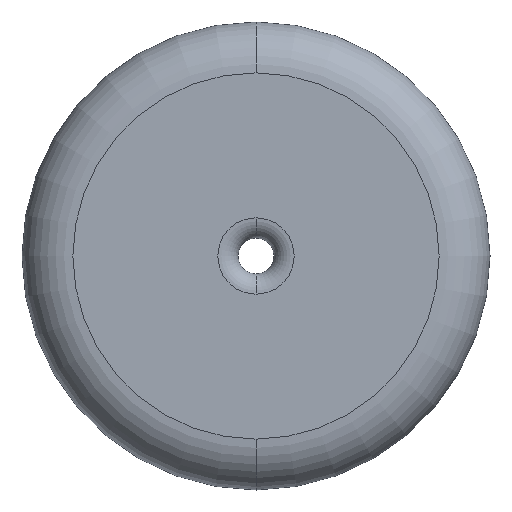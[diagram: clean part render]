
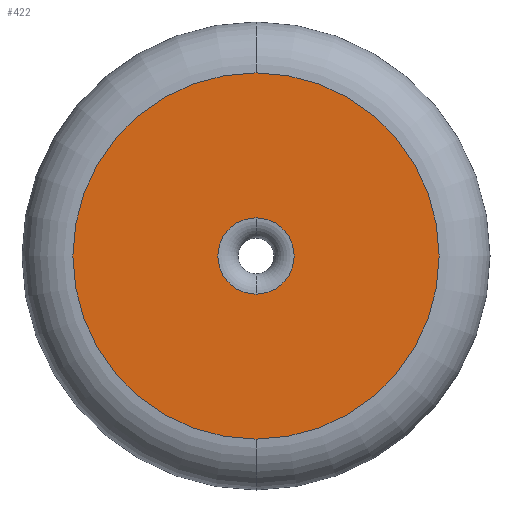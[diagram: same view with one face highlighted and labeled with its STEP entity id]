
A CAD part, front view. The second image highlights one B-rep face of the part: STEP entity #422.
In plain terms, the highlighted planar face has unit normal (0, -1, 0).
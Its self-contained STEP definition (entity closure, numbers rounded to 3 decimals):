
#2 = AXIS2_PLACEMENT_3D ( 'NONE', #68, #131, #444 ) ;
#5 = DIRECTION ( 'NONE',  ( 0., 1., 0. ) ) ;
#11 = EDGE_CURVE ( 'NONE', #436, #223, #57, .T. ) ;
#15 = CARTESIAN_POINT ( 'NONE',  ( 0., 0., 0. ) ) ;
#25 = ORIENTED_EDGE ( 'NONE', *, *, #179, .T. ) ;
#28 = DIRECTION ( 'NONE',  ( 0., 0., 1. ) ) ;
#50 = ORIENTED_EDGE ( 'NONE', *, *, #11, .T. ) ;
#51 = EDGE_CURVE ( 'NONE', #223, #436, #325, .T. ) ;
#52 = CIRCLE ( 'NONE', #213, 3.75 ) ;
#57 = CIRCLE ( 'NONE', #2, 18. ) ;
#62 = CARTESIAN_POINT ( 'NONE',  ( 0., 0., -18. ) ) ;
#63 = AXIS2_PLACEMENT_3D ( 'NONE', #15, #155, #257 ) ;
#68 = CARTESIAN_POINT ( 'NONE',  ( 0., 0., 0. ) ) ;
#81 = EDGE_LOOP ( 'NONE', ( #407, #25 ) ) ;
#82 = FACE_OUTER_BOUND ( 'NONE', #249, .T. ) ;
#124 = AXIS2_PLACEMENT_3D ( 'NONE', #274, #348, #28 ) ;
#131 = DIRECTION ( 'NONE',  ( 0., -1., 0. ) ) ;
#155 = DIRECTION ( 'NONE',  ( 0., 1., 0. ) ) ;
#179 = EDGE_CURVE ( 'NONE', #330, #403, #52, .T. ) ;
#188 = FACE_BOUND ( 'NONE', #81, .T. ) ;
#208 = AXIS2_PLACEMENT_3D ( 'NONE', #408, #268, #367 ) ;
#213 = AXIS2_PLACEMENT_3D ( 'NONE', #314, #5, #218 ) ;
#218 = DIRECTION ( 'NONE',  ( 0., 0., 1. ) ) ;
#223 = VERTEX_POINT ( 'NONE', #228 ) ;
#228 = CARTESIAN_POINT ( 'NONE',  ( 0., 0., 18. ) ) ;
#247 = EDGE_CURVE ( 'NONE', #403, #330, #361, .T. ) ;
#249 = EDGE_LOOP ( 'NONE', ( #332, #50 ) ) ;
#257 = DIRECTION ( 'NONE',  ( 0., 0., 1. ) ) ;
#268 = DIRECTION ( 'NONE',  ( 0., 1., 0. ) ) ;
#274 = CARTESIAN_POINT ( 'NONE',  ( 0., 0., 0. ) ) ;
#314 = CARTESIAN_POINT ( 'NONE',  ( 0., 0., 0. ) ) ;
#325 = CIRCLE ( 'NONE', #124, 18. ) ;
#330 = VERTEX_POINT ( 'NONE', #366 ) ;
#332 = ORIENTED_EDGE ( 'NONE', *, *, #51, .T. ) ;
#333 = PLANE ( 'NONE',  #63 ) ;
#348 = DIRECTION ( 'NONE',  ( 0., -1., 0. ) ) ;
#361 = CIRCLE ( 'NONE', #208, 3.75 ) ;
#366 = CARTESIAN_POINT ( 'NONE',  ( 0., 0., -3.75 ) ) ;
#367 = DIRECTION ( 'NONE',  ( 0., 0., 1. ) ) ;
#403 = VERTEX_POINT ( 'NONE', #443 ) ;
#407 = ORIENTED_EDGE ( 'NONE', *, *, #247, .T. ) ;
#408 = CARTESIAN_POINT ( 'NONE',  ( 0., 0., 0. ) ) ;
#422 = ADVANCED_FACE ( 'NONE', ( #82, #188 ), #333, .F. ) ;
#436 = VERTEX_POINT ( 'NONE', #62 ) ;
#443 = CARTESIAN_POINT ( 'NONE',  ( 0., 0., 3.75 ) ) ;
#444 = DIRECTION ( 'NONE',  ( 0., 0., 1. ) ) ;
